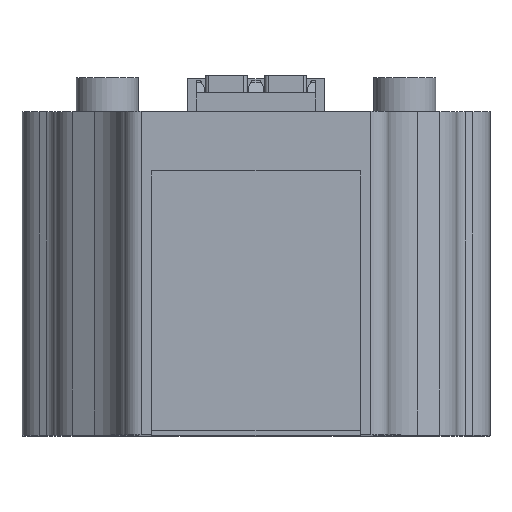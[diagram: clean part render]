
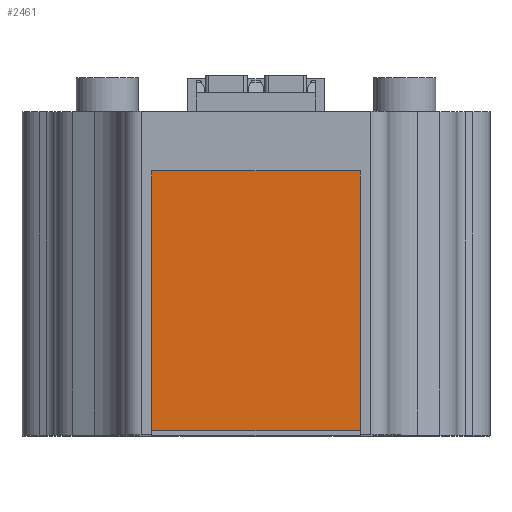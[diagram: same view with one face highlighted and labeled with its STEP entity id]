
A CAD part, top view. The second image highlights one B-rep face of the part: STEP entity #2461.
In plain terms, the highlighted planar face has unit normal (0, 0, 1).
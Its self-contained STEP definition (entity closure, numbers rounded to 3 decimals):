
#2453=AXIS2_PLACEMENT_3D('Plane Axis2P3D',#2450,#2451,#2452) ;
#1605=CARTESIAN_POINT('Line Origine',(7.615,7.875,46.25)) ;
#1609=CARTESIAN_POINT('Vertex',(7.615,15.5,46.25)) ;
#1611=CARTESIAN_POINT('Vertex',(7.615,0.25,46.25)) ;
#1675=CARTESIAN_POINT('Vertex',(19.885,15.5,46.25)) ;
#1678=CARTESIAN_POINT('Line Origine',(19.885,7.875,46.25)) ;
#1682=CARTESIAN_POINT('Vertex',(19.885,0.25,46.25)) ;
#2419=CARTESIAN_POINT('Line Origine',(13.75,15.5,46.25)) ;
#2437=CARTESIAN_POINT('Line Origine',(13.75,0.25,46.25)) ;
#2450=CARTESIAN_POINT('Axis2P3D Location',(13.75,0.,46.25)) ;
#1606=DIRECTION('Vector Direction',(0.,-1.,0.)) ;
#1679=DIRECTION('Vector Direction',(0.,1.,0.)) ;
#2420=DIRECTION('Vector Direction',(1.,0.,0.)) ;
#2438=DIRECTION('Vector Direction',(1.,0.,0.)) ;
#2451=DIRECTION('Axis2P3D Direction',(0.,0.,1.)) ;
#2452=DIRECTION('Axis2P3D XDirection',(-1.,0.,0.)) ;
#1607=VECTOR('Line Direction',#1606,1.) ;
#1680=VECTOR('Line Direction',#1679,1.) ;
#2421=VECTOR('Line Direction',#2420,1.) ;
#2439=VECTOR('Line Direction',#2438,1.) ;
#2456=ORIENTED_EDGE('',*,*,#1684,.T.) ;
#2457=ORIENTED_EDGE('',*,*,#2423,.T.) ;
#2458=ORIENTED_EDGE('',*,*,#1613,.T.) ;
#2459=ORIENTED_EDGE('',*,*,#2441,.T.) ;
#2461=ADVANCED_FACE('STROMWANDLER',(#2460),#2454,.T.) ;
#1613=EDGE_CURVE('',#1610,#1612,#1608,.T.) ;
#1684=EDGE_CURVE('',#1683,#1676,#1681,.T.) ;
#2423=EDGE_CURVE('',#1676,#1610,#2422,.F.) ;
#2441=EDGE_CURVE('',#1612,#1683,#2440,.T.) ;
#2455=EDGE_LOOP('',(#2456,#2457,#2458,#2459)) ;
#2460=FACE_OUTER_BOUND('',#2455,.T.) ;
#1608=LINE('Line',#1605,#1607) ;
#1681=LINE('Line',#1678,#1680) ;
#2422=LINE('Line',#2419,#2421) ;
#2440=LINE('Line',#2437,#2439) ;
#2454=PLANE('',#2453) ;
#1610=VERTEX_POINT('',#1609) ;
#1612=VERTEX_POINT('',#1611) ;
#1676=VERTEX_POINT('',#1675) ;
#1683=VERTEX_POINT('',#1682) ;
